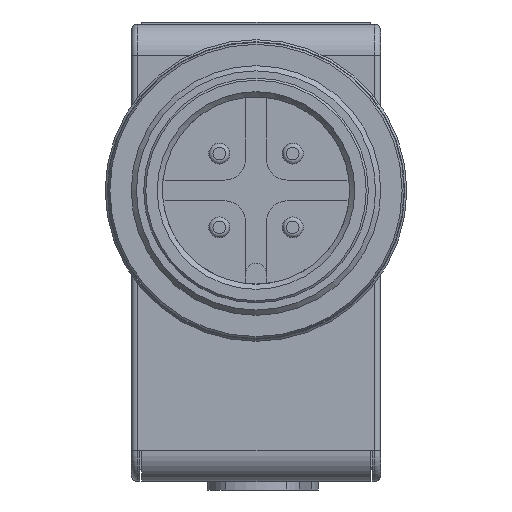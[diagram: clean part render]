
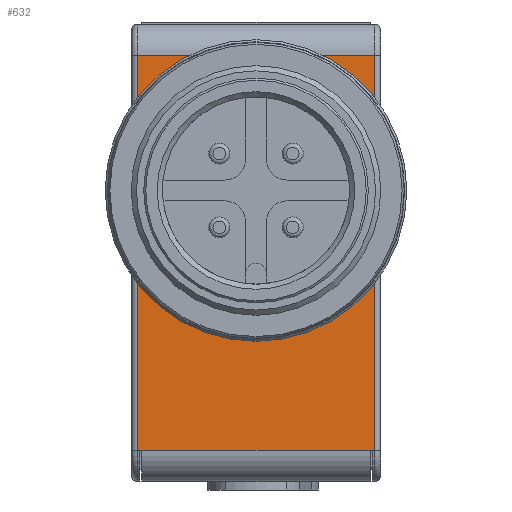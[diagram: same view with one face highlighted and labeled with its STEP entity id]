
A CAD part, left-side view. The second image highlights one B-rep face of the part: STEP entity #632.
In plain terms, the highlighted planar face has unit normal (-1, 0, 0).
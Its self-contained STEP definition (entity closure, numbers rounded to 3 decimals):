
#632 = ADVANCED_FACE( '', ( #1416, #1417 ), #1418, .F. );
#1416 = FACE_BOUND( '', #2383, .T. );
#1417 = FACE_OUTER_BOUND( '', #2384, .T. );
#1418 = PLANE( '', #2385 );
#2383 = EDGE_LOOP( '', ( #4173 ) );
#2384 = EDGE_LOOP( '', ( #4174, #4175, #4176, #4177, #4178, #4179, #4180, #4181 ) );
#2385 = AXIS2_PLACEMENT_3D( '', #4182, #4183, #4184 );
#4173 = ORIENTED_EDGE( '', *, *, #5820, .T. );
#4174 = ORIENTED_EDGE( '', *, *, #5821, .T. );
#4175 = ORIENTED_EDGE( '', *, *, #5668, .T. );
#4176 = ORIENTED_EDGE( '', *, *, #5405, .T. );
#4177 = ORIENTED_EDGE( '', *, *, #5822, .T. );
#4178 = ORIENTED_EDGE( '', *, *, #5291, .T. );
#4179 = ORIENTED_EDGE( '', *, *, #5354, .T. );
#4180 = ORIENTED_EDGE( '', *, *, #5710, .T. );
#4181 = ORIENTED_EDGE( '', *, *, #5275, .T. );
#4182 = CARTESIAN_POINT( '', ( -16., -6., 8. ) );
#4183 = DIRECTION( '', ( 1., 0., 0. ) );
#4184 = DIRECTION( '', ( 0., 0., -1. ) );
#5275 = EDGE_CURVE( '', #6253, #6258, #6260, .T. );
#5291 = EDGE_CURVE( '', #6287, #6284, #6288, .T. );
#5354 = EDGE_CURVE( '', #6284, #6325, #6390, .T. );
#5405 = EDGE_CURVE( '', #6475, #6476, #6477, .T. );
#5668 = EDGE_CURVE( '', #6882, #6475, #6883, .F. );
#5710 = EDGE_CURVE( '', #6325, #6253, #6940, .T. );
#5820 = EDGE_CURVE( '', #7086, #7086, #7087, .T. );
#5821 = EDGE_CURVE( '', #6258, #6882, #7088, .T. );
#5822 = EDGE_CURVE( '', #6476, #6287, #7089, .T. );
#6253 = VERTEX_POINT( '', #7655 );
#6258 = VERTEX_POINT( '', #7662 );
#6260 = LINE( '', #7665, #7666 );
#6284 = VERTEX_POINT( '', #7697 );
#6287 = VERTEX_POINT( '', #7700 );
#6288 = LINE( '', #7701, #7702 );
#6325 = VERTEX_POINT( '', #7782 );
#6390 = LINE( '', #7866, #7867 );
#6475 = VERTEX_POINT( '', #7978 );
#6476 = VERTEX_POINT( '', #7979 );
#6477 = LINE( '', #7980, #7981 );
#6882 = VERTEX_POINT( '', #8521 );
#6883 = LINE( '', #8522, #8523 );
#6940 = LINE( '', #8599, #8600 );
#7086 = VERTEX_POINT( '', #8795 );
#7087 = CIRCLE( '', #8796, 4. );
#7088 = LINE( '', #8797, #8798 );
#7089 = LINE( '', #8799, #8800 );
#7655 = CARTESIAN_POINT( '', ( -16., -5.5, -12.5 ) );
#7662 = CARTESIAN_POINT( '', ( -16., -5.6, -12.5 ) );
#7665 = CARTESIAN_POINT( '', ( -16., 5.6, -12.5 ) );
#7666 = VECTOR( '', #9278, 1000. );
#7697 = CARTESIAN_POINT( '', ( -16., 5.6, -12.5 ) );
#7700 = CARTESIAN_POINT( '', ( -16., 5.7, -12.5 ) );
#7701 = CARTESIAN_POINT( '', ( -16., -6., -12.5 ) );
#7702 = VECTOR( '', #9298, 1000. );
#7782 = CARTESIAN_POINT( '', ( -16., 5.5, -12.5 ) );
#7866 = CARTESIAN_POINT( '', ( -16., 5.6, -12.5 ) );
#7867 = VECTOR( '', #9374, 1000. );
#7978 = CARTESIAN_POINT( '', ( -16., -5.7, 6.5 ) );
#7979 = CARTESIAN_POINT( '', ( -16., 5.7, 6.5 ) );
#7980 = CARTESIAN_POINT( '', ( -16., -6., 6.5 ) );
#7981 = VECTOR( '', #9443, 1000. );
#8521 = CARTESIAN_POINT( '', ( -16., -5.7, -12.5 ) );
#8522 = CARTESIAN_POINT( '', ( -16., -5.7, 6.5 ) );
#8523 = VECTOR( '', #9820, 1000. );
#8599 = CARTESIAN_POINT( '', ( -16., 5.5, -12.5 ) );
#8600 = VECTOR( '', #9870, 1000. );
#8795 = CARTESIAN_POINT( '', ( -16., 0., -4. ) );
#8796 = AXIS2_PLACEMENT_3D( '', #9995, #9996, #9997 );
#8797 = CARTESIAN_POINT( '', ( -16., -6., -12.5 ) );
#8798 = VECTOR( '', #9998, 1000. );
#8799 = CARTESIAN_POINT( '', ( -16., 5.7, 8. ) );
#8800 = VECTOR( '', #9999, 1000. );
#9278 = DIRECTION( '', ( 0., -1., 0. ) );
#9298 = DIRECTION( '', ( 0., -1., 0. ) );
#9374 = DIRECTION( '', ( 0., -1., 0. ) );
#9443 = DIRECTION( '', ( 0., 1., 0. ) );
#9820 = DIRECTION( '', ( 0., 0., -1. ) );
#9870 = DIRECTION( '', ( 0., -1., 0. ) );
#9995 = CARTESIAN_POINT( '', ( -16., 0., 0. ) );
#9996 = DIRECTION( '', ( 1., 0., 0. ) );
#9997 = DIRECTION( '', ( 0., 0., -1. ) );
#9998 = DIRECTION( '', ( 0., -1., 0. ) );
#9999 = DIRECTION( '', ( 0., 0., -1. ) );
